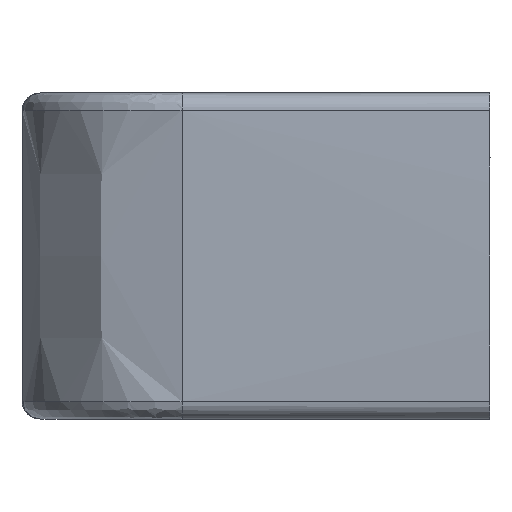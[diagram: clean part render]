
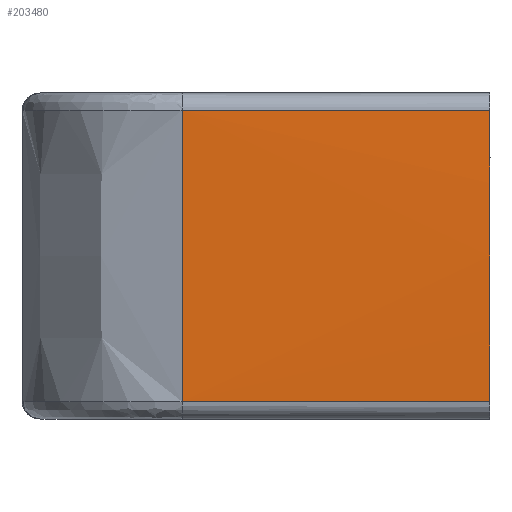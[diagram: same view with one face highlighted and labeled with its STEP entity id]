
A CAD part, left-side view. The second image highlights one B-rep face of the part: STEP entity #203480.
In plain terms, the highlighted cylindrical face has radius 202.6 mm (diameter 405.2 mm), a partial arc.
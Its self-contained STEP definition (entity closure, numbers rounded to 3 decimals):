
#48000=CARTESIAN_POINT('',(-79.544,17.004,
-17.04));
#48010=VERTEX_POINT('',#48000);
#48040=CARTESIAN_POINT('',(-79.544,16.998,
-17.04));
#48050=DIRECTION('',(0.017,1.,
0.));
#48060=VECTOR('',#48050,1.);
#48070=LINE('',#48040,#48060);
#48080=CARTESIAN_POINT('',(-79.84,0.,-17.04));
#48090=VERTEX_POINT('',#48080);
#48100=EDGE_CURVE('',#48090,#48010,#48070,.T.);
#201240=CARTESIAN_POINT('',(-79.84,0.,-0.96));
#201250=VERTEX_POINT('',#201240);
#201480=CARTESIAN_POINT('',(122.631,0.,-9.));
#201490=DIRECTION('',(0.,1.,0.));
#201500=DIRECTION('',(1.,0.,0.));
#201510=AXIS2_PLACEMENT_3D('',#201480,#201490,#201500);
#201520=ELLIPSE('',#201510,202.631,202.6);
#201530=EDGE_CURVE('',#48090,#201250,#201520,.T.);
#203060=CARTESIAN_POINT('',(122.866,13.465,
-9.));
#203070=DIRECTION('',(0.017,1.,
0.));
#203080=DIRECTION('',(0.,0.,-1.));
#203090=AXIS2_PLACEMENT_3D('',#203060,#203070,#203080);
#203100=CYLINDRICAL_SURFACE('',#203090,202.6);
#203110=ORIENTED_EDGE('',*,*,#201530,.T.);
#203120=ORIENTED_EDGE('',*,*,#48100,.F.);
#203130=CARTESIAN_POINT('',(-78.916,16.394,
-26.961));
#203140=CARTESIAN_POINT('',(-78.921,16.399,
-26.899));
#203150=CARTESIAN_POINT('',(-78.927,16.405,
-26.837));
#203160=CARTESIAN_POINT('',(-79.06,16.534,
-25.301));
#203170=CARTESIAN_POINT('',(-79.172,16.643,
-23.824));
#203180=CARTESIAN_POINT('',(-79.364,16.83,
-20.867));
#203190=CARTESIAN_POINT('',(-79.444,16.908,
-19.386));
#203200=CARTESIAN_POINT('',(-79.572,17.032,
-16.422));
#203210=CARTESIAN_POINT('',(-79.62,17.079,
-14.938));
#203220=CARTESIAN_POINT('',(-79.684,17.141,
-11.97));
#203230=CARTESIAN_POINT('',(-79.701,17.157,
-10.485));
#203240=CARTESIAN_POINT('',(-79.701,17.157,
-7.515));
#203250=CARTESIAN_POINT('',(-79.684,17.141,
-6.03));
#203260=CARTESIAN_POINT('',(-79.62,17.079,
-3.062));
#203270=CARTESIAN_POINT('',(-79.572,17.032,
-1.578));
#203280=CARTESIAN_POINT('',(-79.444,16.908,
1.386));
#203290=CARTESIAN_POINT('',(-79.364,16.83,
2.867));
#203300=CARTESIAN_POINT('',(-79.172,16.643,
5.824));
#203310=CARTESIAN_POINT('',(-79.06,16.534,
7.301));
#203320=CARTESIAN_POINT('',(-78.927,16.405,
8.837));
#203330=CARTESIAN_POINT('',(-78.921,16.399,
8.899));
#203340=CARTESIAN_POINT('',(-78.916,16.394,
8.961));
#203350=B_SPLINE_CURVE_WITH_KNOTS('',3,(#203130,#203140,#203150,#203160,
#203170,#203180,#203190,#203200,#203210,#203220,#203230,#203240,#203250,
#203260,#203270,#203280,#203290,#203300,#203310,#203320,#203330,#203340)
,.UNSPECIFIED.,.F.,.F.,(4,2,2,2,2,2,2,2,2,2,4),(53.203,
53.391,57.845,62.299,66.754,
71.208,75.663,80.118,84.572,
89.026,89.214),.UNSPECIFIED.);
#203360=CARTESIAN_POINT('',(-79.544,17.004,
-0.96));
#203370=VERTEX_POINT('',#203360);
#203380=EDGE_CURVE('',#48010,#203370,#203350,.T.);
#203390=ORIENTED_EDGE('',*,*,#203380,.F.);
#203400=CARTESIAN_POINT('',(-79.544,16.998,
-0.96));
#203410=DIRECTION('',(0.017,1.,
0.));
#203420=VECTOR('',#203410,1.);
#203430=LINE('',#203400,#203420);
#203440=EDGE_CURVE('',#201250,#203370,#203430,.T.);
#203450=ORIENTED_EDGE('',*,*,#203440,.T.);
#203460=EDGE_LOOP('',(#203450,#203390,#203120,#203110));
#203470=FACE_OUTER_BOUND('',#203460,.T.);
#203480=ADVANCED_FACE('',(#203470),#203100,.T.);
